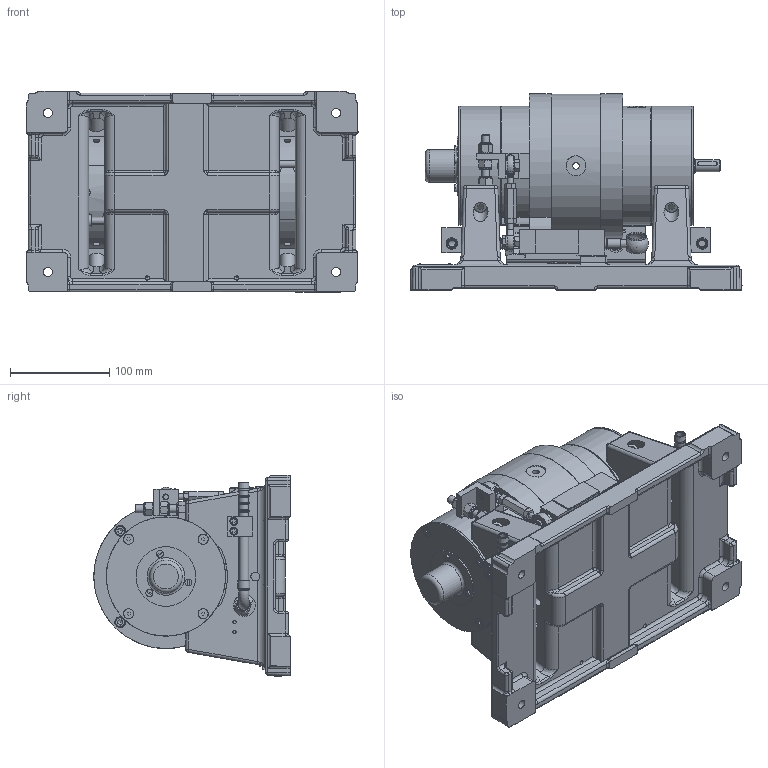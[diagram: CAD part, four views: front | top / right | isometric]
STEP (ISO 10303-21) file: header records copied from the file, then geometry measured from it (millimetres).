
FILE_DESCRIPTION (( 'STEP AP203' ), '1' );
FILE_NAME ('321-201-000-051_EF_2PB43.STEP', '2017-07-11T06:24:23', ( 'magtroladmin' ), ( 'Hewlett-Packard Company' ), 'SwSTEP 2.0', 'SolidWorks 2017', '' );
FILE_SCHEMA (( 'CONFIG_CONTROL_DESIGN' ));
Products named in the file (1): 321-201-000-051_EF_2PB43
Bounding box: 334 x 197.5 x 203.05 mm (x, y, z)
Surface area: 516026.5 mm2 (no closed solid volume)
Topology: 0 solids, 192 shells, 1378 faces, 6783 edges, 5465 vertices
Faces by surface type: plane 642, cylinder 397, bspline 141, torus 100, cone 77, sphere 21
Full cylindrical faces by diameter (mm): 1 x5, 1.8 x7, 3.3 x5, 4 x2, 4.2 x2, 4.3 x1, 5 x3, 5.5 x2, 6 x3, 6.8 x2, 7 x7, 8 x7, 8.5 x2, 8.6 x2, 9 x10, 9.7 x2, 10 x15, 10.4 x8, 11 x12, 11.5 x6, 12 x7, 12.5 x1, 14 x1, 15 x5, 18 x3, 20 x5, 22 x4, 27 x1, 33 x1, 60 x1
Entity records: 84155 total; most frequent: CARTESIAN_POINT 37573, ORIENTED_EDGE 8487, DIRECTION 7784, EDGE_CURVE 6402, VERTEX_POINT 5381, LINE 3048, VECTOR 3048, AXIS2_PLACEMENT_3D 2368
